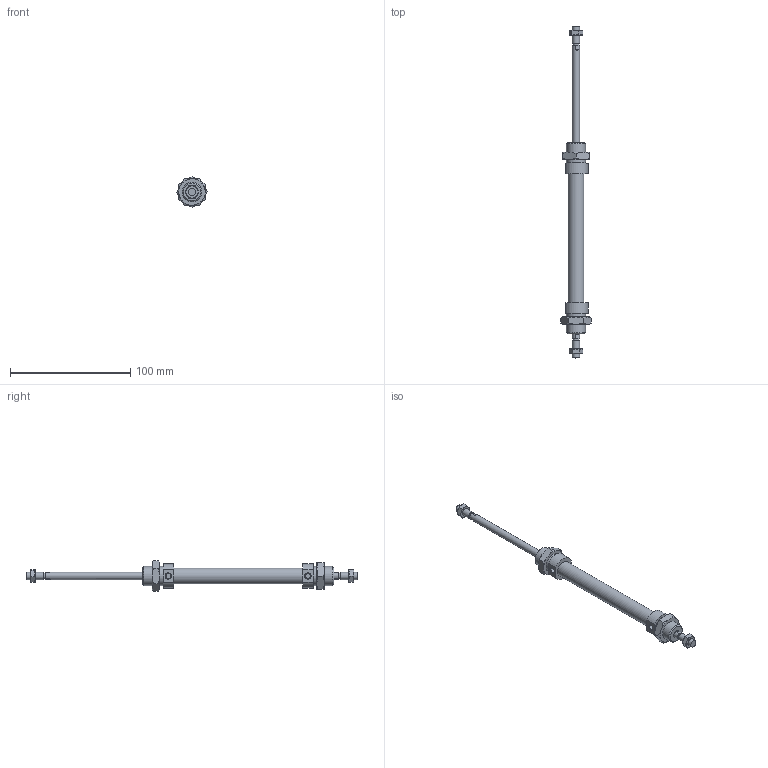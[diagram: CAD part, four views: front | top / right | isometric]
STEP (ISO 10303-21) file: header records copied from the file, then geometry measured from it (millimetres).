
FILE_DESCRIPTION((''),'2;1');
FILE_NAME('1282_12_0075.iam.stp','2009-06-03T15:24:02',(''),(''),'Autodesk Inventor 2010','Autodesk Inventor 2010','');
FILE_SCHEMA(('AUTOMOTIVE_DESIGN { 1 0 10303 214 1 1 1 1 }'));
Length unit declared in the file: millimetre
Products named in the file (5): 1282_12_0075; C1282_12_75; S1282_12_75; 1200_12_05; 1200_12_06
Assembly tree (6 placements, depth 2):
  1282_12_0075
    C1282_12_75
    S1282_12_75
    1200_12_05  x2
    1200_12_06  x2
Bounding box: 25.4 x 276 x 25.4 mm (x, y, z)
Volume: 33478.8 mm3; surface area: 19450.4 mm2
Topology: 6 solids, 6 shells, 135 faces, 283 edges, 168 vertices
Faces by surface type: plane 56, cone 52, bspline 16, cylinder 11
Full cylindrical faces by diameter (mm): 5 x2, 6 x4, 13.2 x1, 16 x2
Entity records: 2543 total; most frequent: CARTESIAN_POINT 619, DIRECTION 358, ORIENTED_EDGE 316, AXIS2_PLACEMENT_3D 159, EDGE_CURVE 158, EDGE_LOOP 124, VERTEX_POINT 106, STYLED_ITEM 93
